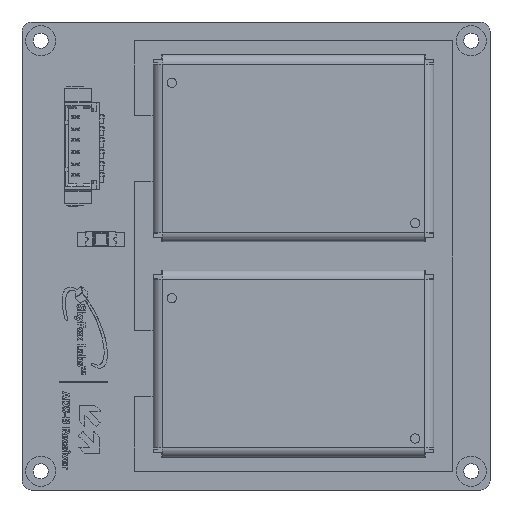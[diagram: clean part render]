
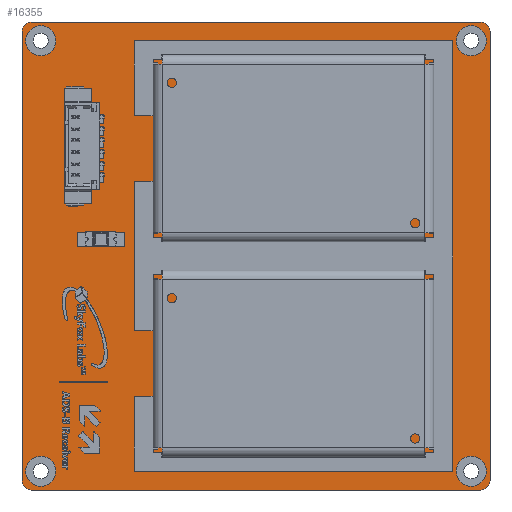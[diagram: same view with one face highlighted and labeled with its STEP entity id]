
A CAD part, left-side view. The second image highlights one B-rep face of the part: STEP entity #16355.
In plain terms, the highlighted planar face has unit normal (-1, 0, 0).
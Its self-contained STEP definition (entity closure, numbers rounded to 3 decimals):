
#200=FACE_BOUND('',#2480,.T.);
#201=FACE_BOUND('',#2481,.T.);
#202=FACE_BOUND('',#2482,.T.);
#203=FACE_BOUND('',#2483,.T.);
#204=FACE_BOUND('',#2484,.T.);
#468=PLANE('',#17432);
#1496=FACE_OUTER_BOUND('',#2479,.T.);
#2479=EDGE_LOOP('',(#11737,#11738,#11739,#11740,#11741,#11742,#11743,#11744));
#2480=EDGE_LOOP('',(#11745));
#2481=EDGE_LOOP('',(#11746));
#2482=EDGE_LOOP('',(#11747));
#2483=EDGE_LOOP('',(#11748));
#2484=EDGE_LOOP('',(#11749));
#3519=LINE('',#22679,#5507);
#3524=LINE('',#22693,#5512);
#3528=LINE('',#22705,#5516);
#3532=LINE('',#22717,#5520);
#5507=VECTOR('',#18594,48.);
#5512=VECTOR('',#18607,48.);
#5516=VECTOR('',#18619,48.);
#5520=VECTOR('',#18631,48.);
#7470=CIRCLE('',#17402,0.804);
#7472=CIRCLE('',#17405,0.804);
#7474=CIRCLE('',#17408,0.804);
#7476=CIRCLE('',#17411,0.804);
#7478=CIRCLE('',#17414,0.525);
#7479=CIRCLE('',#17417,1.);
#7481=CIRCLE('',#17421,1.);
#7483=CIRCLE('',#17425,1.);
#7485=CIRCLE('',#17429,1.);
#7648=VERTEX_POINT('',#22654);
#7650=VERTEX_POINT('',#22659);
#7652=VERTEX_POINT('',#22664);
#7654=VERTEX_POINT('',#22669);
#7656=VERTEX_POINT('',#22674);
#7657=VERTEX_POINT('',#22677);
#7658=VERTEX_POINT('',#22678);
#7661=VERTEX_POINT('',#22686);
#7663=VERTEX_POINT('',#22692);
#7665=VERTEX_POINT('',#22698);
#7667=VERTEX_POINT('',#22704);
#7669=VERTEX_POINT('',#22710);
#7671=VERTEX_POINT('',#22716);
#9227=EDGE_CURVE('',#7648,#7648,#7470,.T.);
#9229=EDGE_CURVE('',#7650,#7650,#7472,.T.);
#9231=EDGE_CURVE('',#7652,#7652,#7474,.T.);
#9233=EDGE_CURVE('',#7654,#7654,#7476,.T.);
#9235=EDGE_CURVE('',#7656,#7656,#7478,.T.);
#9236=EDGE_CURVE('',#7657,#7658,#3519,.T.);
#9240=EDGE_CURVE('',#7661,#7657,#7479,.T.);
#9243=EDGE_CURVE('',#7663,#7661,#3524,.T.);
#9246=EDGE_CURVE('',#7665,#7663,#7481,.T.);
#9249=EDGE_CURVE('',#7667,#7665,#3528,.T.);
#9252=EDGE_CURVE('',#7669,#7667,#7483,.T.);
#9255=EDGE_CURVE('',#7671,#7669,#3532,.T.);
#9258=EDGE_CURVE('',#7658,#7671,#7485,.T.);
#11737=ORIENTED_EDGE('',*,*,#9258,.F.);
#11738=ORIENTED_EDGE('',*,*,#9236,.F.);
#11739=ORIENTED_EDGE('',*,*,#9240,.F.);
#11740=ORIENTED_EDGE('',*,*,#9243,.F.);
#11741=ORIENTED_EDGE('',*,*,#9246,.F.);
#11742=ORIENTED_EDGE('',*,*,#9249,.F.);
#11743=ORIENTED_EDGE('',*,*,#9252,.F.);
#11744=ORIENTED_EDGE('',*,*,#9255,.F.);
#11745=ORIENTED_EDGE('',*,*,#9227,.T.);
#11746=ORIENTED_EDGE('',*,*,#9229,.T.);
#11747=ORIENTED_EDGE('',*,*,#9231,.T.);
#11748=ORIENTED_EDGE('',*,*,#9233,.T.);
#11749=ORIENTED_EDGE('',*,*,#9235,.T.);
#16355=ADVANCED_FACE('',(#1496,#200,#201,#202,#203,#204),#468,.F.);
#17402=AXIS2_PLACEMENT_3D('',#22655,#18566,#18567);
#17405=AXIS2_PLACEMENT_3D('',#22660,#18572,#18573);
#17408=AXIS2_PLACEMENT_3D('',#22665,#18578,#18579);
#17411=AXIS2_PLACEMENT_3D('',#22670,#18584,#18585);
#17414=AXIS2_PLACEMENT_3D('',#22675,#18590,#18591);
#17417=AXIS2_PLACEMENT_3D('',#22687,#18600,#18601);
#17421=AXIS2_PLACEMENT_3D('',#22699,#18612,#18613);
#17425=AXIS2_PLACEMENT_3D('',#22711,#18624,#18625);
#17429=AXIS2_PLACEMENT_3D('',#22722,#18636,#18637);
#17432=AXIS2_PLACEMENT_3D('',#22725,#18642,#18643);
#18566=DIRECTION('center_axis',(1.,0.,0.));
#18567=DIRECTION('ref_axis',(0.,0.,1.));
#18572=DIRECTION('center_axis',(1.,0.,0.));
#18573=DIRECTION('ref_axis',(0.,0.,1.));
#18578=DIRECTION('center_axis',(1.,0.,0.));
#18579=DIRECTION('ref_axis',(0.,0.,1.));
#18584=DIRECTION('center_axis',(1.,0.,0.));
#18585=DIRECTION('ref_axis',(0.,0.,1.));
#18590=DIRECTION('center_axis',(1.,0.,0.));
#18591=DIRECTION('ref_axis',(0.,0.,1.));
#18594=DIRECTION('',(0.,0.,-1.));
#18600=DIRECTION('center_axis',(1.,0.,0.));
#18601=DIRECTION('ref_axis',(0.,0.,1.));
#18607=DIRECTION('',(0.,-1.,0.));
#18612=DIRECTION('center_axis',(1.,0.,0.));
#18613=DIRECTION('ref_axis',(0.,1.,0.));
#18619=DIRECTION('',(0.,0.,1.));
#18624=DIRECTION('center_axis',(1.,0.,0.));
#18625=DIRECTION('ref_axis',(0.,0.,-1.));
#18631=DIRECTION('',(0.,1.,0.));
#18636=DIRECTION('center_axis',(1.,0.,0.));
#18637=DIRECTION('ref_axis',(0.,-1.,0.));
#18642=DIRECTION('center_axis',(1.,0.,0.));
#18643=DIRECTION('ref_axis',(0.,0.,-1.));
#22654=CARTESIAN_POINT('',(0.,2.,2.804));
#22655=CARTESIAN_POINT('Origin',(0.,2.,2.));
#22659=CARTESIAN_POINT('',(0.,48.,2.804));
#22660=CARTESIAN_POINT('Origin',(0.,48.,2.));
#22664=CARTESIAN_POINT('',(0.,48.,48.804));
#22665=CARTESIAN_POINT('Origin',(0.,48.,48.));
#22669=CARTESIAN_POINT('',(0.,2.,48.804));
#22670=CARTESIAN_POINT('Origin',(0.,2.,48.));
#22674=CARTESIAN_POINT('',(0.,25.,20.525));
#22675=CARTESIAN_POINT('Origin',(0.,25.,20.));
#22677=CARTESIAN_POINT('',(0.,0.,49.));
#22678=CARTESIAN_POINT('',(0.,0.,1.));
#22679=CARTESIAN_POINT('',(0.,0.,49.));
#22686=CARTESIAN_POINT('',(0.,1.,50.));
#22687=CARTESIAN_POINT('Origin',(0.,1.,49.));
#22692=CARTESIAN_POINT('',(0.,49.,50.));
#22693=CARTESIAN_POINT('',(0.,49.,50.));
#22698=CARTESIAN_POINT('',(0.,50.,49.));
#22699=CARTESIAN_POINT('Origin',(0.,49.,49.));
#22704=CARTESIAN_POINT('',(0.,50.,1.));
#22705=CARTESIAN_POINT('',(0.,50.,1.));
#22710=CARTESIAN_POINT('',(0.,49.,0.));
#22711=CARTESIAN_POINT('Origin',(0.,49.,1.));
#22716=CARTESIAN_POINT('',(0.,1.,0.));
#22717=CARTESIAN_POINT('',(0.,1.,0.));
#22722=CARTESIAN_POINT('Origin',(0.,1.,1.));
#22725=CARTESIAN_POINT('Origin',(0.,25.,25.));
